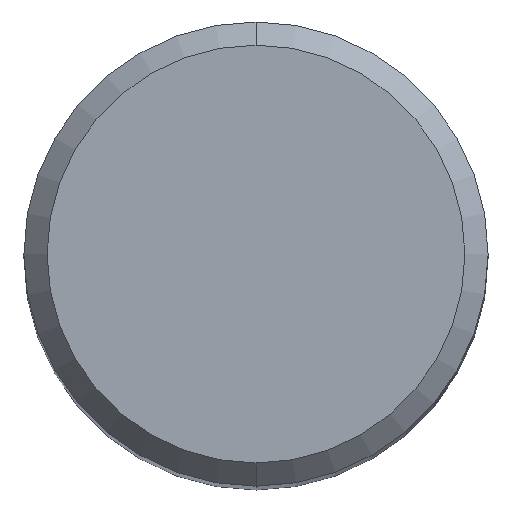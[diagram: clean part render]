
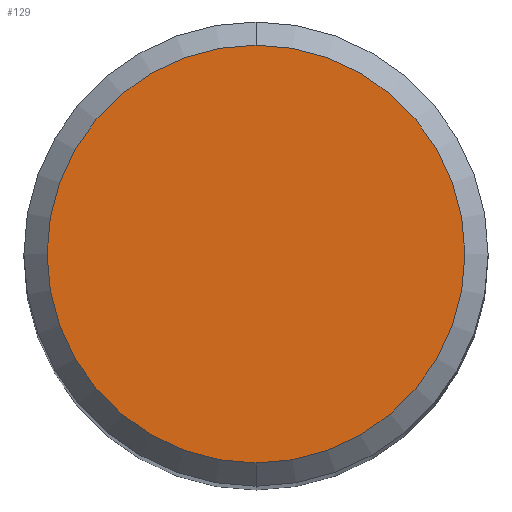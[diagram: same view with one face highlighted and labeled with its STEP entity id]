
A CAD part, top view. The second image highlights one B-rep face of the part: STEP entity #129.
In plain terms, the highlighted planar face has unit normal (0, 0, 1).
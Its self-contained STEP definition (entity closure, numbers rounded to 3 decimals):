
#129=ADVANCED_FACE('',(#283),#284,.T.);
#143=VERTEX_POINT('',#299);
#165=EDGE_CURVE('',#143,#187,#325,.T.);
#173=EDGE_CURVE('',#187,#143,#334,.T.);
#187=VERTEX_POINT('',#348);
#283=FACE_OUTER_BOUND('',#452,.T.);
#284=PLANE('',#453);
#299=CARTESIAN_POINT('',(0.0,4.5,0.0));
#325=CIRCLE('',#508,4.5);
#334=CIRCLE('',#519,4.5);
#348=CARTESIAN_POINT('',(0.,-4.5,0.0));
#452=EDGE_LOOP('',(#642,#643));
#453=AXIS2_PLACEMENT_3D('',#644,#645,#646);
#508=AXIS2_PLACEMENT_3D('',#693,#694,#695);
#519=AXIS2_PLACEMENT_3D('',#707,#708,#709);
#642=ORIENTED_EDGE('',*,*,#165,.F.);
#643=ORIENTED_EDGE('',*,*,#173,.F.);
#644=CARTESIAN_POINT('',(0.0,2.25,0.0));
#645=DIRECTION('',(-0.0,0.0,1.0));
#646=DIRECTION('',(0.0,-1.0,0.0));
#693=CARTESIAN_POINT('',(0.0,0.0,0.0));
#694=DIRECTION('',(0.0,0.0,-1.0));
#695=DIRECTION('',(0.0,1.0,0.0));
#707=CARTESIAN_POINT('',(0.0,0.0,0.0));
#708=DIRECTION('',(0.0,0.0,-1.0));
#709=DIRECTION('',(0.0,1.0,0.0));
